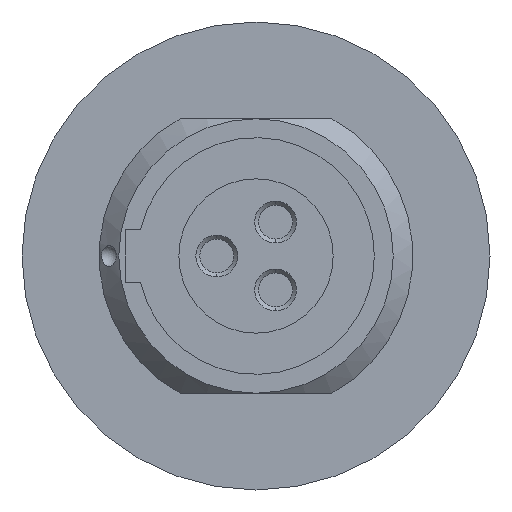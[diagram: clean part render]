
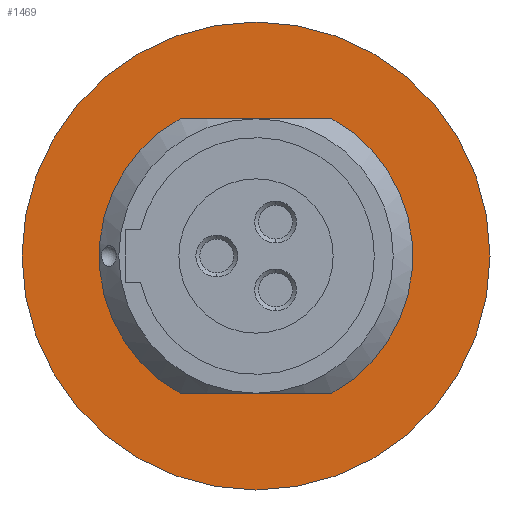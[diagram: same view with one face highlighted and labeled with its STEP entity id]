
A CAD part, left-side view. The second image highlights one B-rep face of the part: STEP entity #1469.
In plain terms, the highlighted planar face has unit normal (-1, 0, 0).
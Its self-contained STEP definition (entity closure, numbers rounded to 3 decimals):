
#137=CARTESIAN_POINT('',(-1.,0.,0.));
#138=DIRECTION('',(1.,0.,0.));
#139=DIRECTION('',(0.,0.484,-0.875));
#140=AXIS2_PLACEMENT_3D('',#137,#138,#139);
#146=CARTESIAN_POINT('',(-1.,0.,0.));
#147=DIRECTION('',(1.,0.,0.));
#148=DIRECTION('',(0.,-0.484,0.875));
#149=AXIS2_PLACEMENT_3D('',#146,#147,#148);
#159=CARTESIAN_POINT('',(-1.,0.,0.));
#160=DIRECTION('',(-1.,0.,0.));
#161=DIRECTION('',(0.,1.,0.));
#162=AXIS2_PLACEMENT_3D('',#159,#160,#161);
#164=CARTESIAN_POINT('',(-1.,0.,0.));
#165=DIRECTION('',(1.,0.,0.));
#166=DIRECTION('',(0.,1.,0.));
#167=AXIS2_PLACEMENT_3D('',#164,#165,#166);
#169=DIRECTION('',(0.,1.,0.));
#170=VECTOR('',#169,5.809);
#171=CARTESIAN_POINT('',(-1.,-2.905,-5.25));
#172=LINE('',#171,#170);
#919=DIRECTION('',(0.,1.,0.));
#920=VECTOR('',#919,5.809);
#921=CARTESIAN_POINT('',(-1.,-2.905,5.25));
#922=LINE('',#921,#920);
#1279=CARTESIAN_POINT('',(-1.,2.905,5.25));
#1281=VERTEX_POINT('',#1279);
#1283=CARTESIAN_POINT('',(-1.,-2.905,5.25));
#1285=VERTEX_POINT('',#1283);
#1287=CARTESIAN_POINT('',(-1.,-2.905,-5.25));
#1289=VERTEX_POINT('',#1287);
#1291=CARTESIAN_POINT('',(-1.,2.905,-5.25));
#1293=VERTEX_POINT('',#1291);
#1297=CARTESIAN_POINT('',(-1.,8.95,0.));
#1299=VERTEX_POINT('',#1297);
#1301=CARTESIAN_POINT('',(-1.,-8.95,0.));
#1303=VERTEX_POINT('',#1301);
#1451=CARTESIAN_POINT('',(-1.,0.,0.));
#1452=DIRECTION('',(1.,0.,0.));
#1453=DIRECTION('',(0.,-1.,0.));
#1454=AXIS2_PLACEMENT_3D('',#1451,#1452,#1453);
#1455=PLANE('',#1454);
#1457=ORIENTED_EDGE('',*,*,#1456,.F.);
#1459=ORIENTED_EDGE('',*,*,#1458,.T.);
#1460=EDGE_LOOP('',(#1457,#1459));
#1461=FACE_OUTER_BOUND('',#1460,.F.);
#1462=ORIENTED_EDGE('',*,*,#1425,.F.);
#1464=ORIENTED_EDGE('',*,*,#1463,.T.);
#1465=ORIENTED_EDGE('',*,*,#1413,.F.);
#1466=ORIENTED_EDGE('',*,*,#1442,.F.);
#1467=EDGE_LOOP('',(#1462,#1464,#1465,#1466));
#1468=FACE_BOUND('',#1467,.F.);
#1469=ADVANCED_FACE('',(#1461,#1468),#1455,.F.);
#141=CIRCLE('',#140,6.);
#150=CIRCLE('',#149,6.);
#163=CIRCLE('',#162,8.95);
#168=CIRCLE('',#167,8.95);
#1413=EDGE_CURVE('',#1293,#1281,#141,.T.);
#1425=EDGE_CURVE('',#1285,#1289,#150,.T.);
#1442=EDGE_CURVE('',#1289,#1293,#172,.T.);
#1456=EDGE_CURVE('',#1299,#1303,#163,.T.);
#1458=EDGE_CURVE('',#1299,#1303,#168,.T.);
#1463=EDGE_CURVE('',#1285,#1281,#922,.T.);
